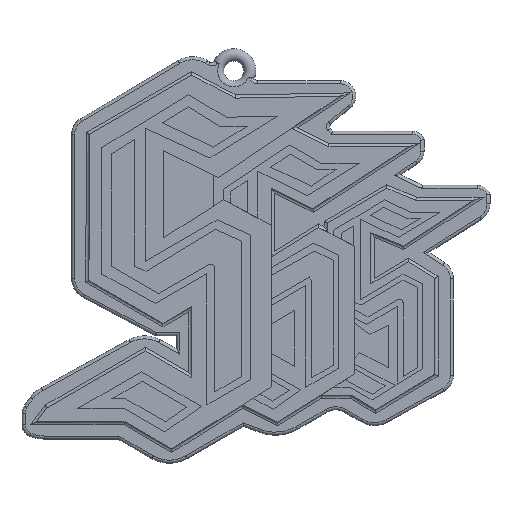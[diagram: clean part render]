
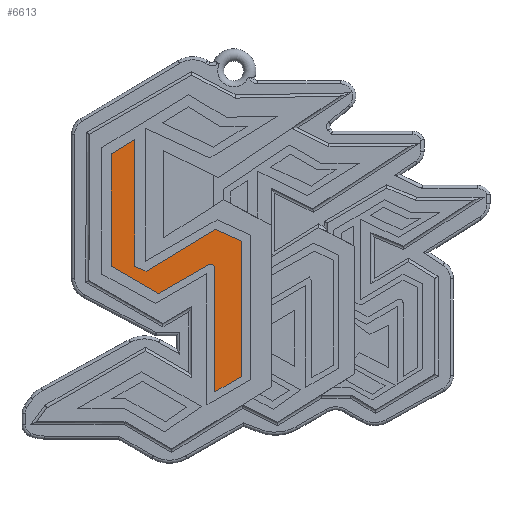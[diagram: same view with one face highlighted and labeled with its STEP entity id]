
A CAD part, front view. The second image highlights one B-rep face of the part: STEP entity #6613.
In plain terms, the highlighted planar face has unit normal (0, -1, 0).
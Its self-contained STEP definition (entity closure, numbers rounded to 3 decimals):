
#78=PLANE('',#7223);
#510=FACE_OUTER_BOUND('',#893,.T.);
#893=EDGE_LOOP('',(#5286,#5287,#5288,#5289,#5290,#5291,#5292,#5293,#5294,
#5295,#5296,#5297));
#1307=CIRCLE('',#7218,0.338);
#1596=LINE('',#10858,#2328);
#1600=LINE('',#10865,#2332);
#1603=LINE('',#10871,#2335);
#1606=LINE('',#10877,#2338);
#1609=LINE('',#10883,#2341);
#1612=LINE('',#10889,#2344);
#1614=LINE('',#10894,#2346);
#1618=LINE('',#10906,#2350);
#1621=LINE('',#10912,#2353);
#1624=LINE('',#10918,#2356);
#1627=LINE('',#10922,#2359);
#2328=VECTOR('',#8489,10.);
#2332=VECTOR('',#8495,10.);
#2335=VECTOR('',#8500,10.);
#2338=VECTOR('',#8505,10.);
#2341=VECTOR('',#8510,10.);
#2344=VECTOR('',#8515,10.);
#2346=VECTOR('',#8519,10.);
#2350=VECTOR('',#8531,10.);
#2353=VECTOR('',#8536,10.);
#2356=VECTOR('',#8541,10.);
#2359=VECTOR('',#8546,10.);
#3115=VERTEX_POINT('',#10855);
#3116=VERTEX_POINT('',#10857);
#3118=VERTEX_POINT('',#10863);
#3120=VERTEX_POINT('',#10869);
#3122=VERTEX_POINT('',#10875);
#3124=VERTEX_POINT('',#10881);
#3126=VERTEX_POINT('',#10887);
#3128=VERTEX_POINT('',#10893);
#3130=VERTEX_POINT('',#10899);
#3132=VERTEX_POINT('',#10905);
#3134=VERTEX_POINT('',#10911);
#3136=VERTEX_POINT('',#10917);
#3900=EDGE_CURVE('',#3115,#3116,#1596,.F.);
#3904=EDGE_CURVE('',#3118,#3115,#1600,.F.);
#3907=EDGE_CURVE('',#3120,#3118,#1603,.F.);
#3910=EDGE_CURVE('',#3122,#3120,#1606,.F.);
#3913=EDGE_CURVE('',#3124,#3122,#1609,.F.);
#3916=EDGE_CURVE('',#3126,#3124,#1612,.F.);
#3918=EDGE_CURVE('',#3116,#3128,#1614,.F.);
#3921=EDGE_CURVE('',#3128,#3130,#1307,.F.);
#3924=EDGE_CURVE('',#3130,#3132,#1618,.F.);
#3927=EDGE_CURVE('',#3132,#3134,#1621,.F.);
#3930=EDGE_CURVE('',#3134,#3136,#1624,.F.);
#3933=EDGE_CURVE('',#3136,#3126,#1627,.F.);
#5286=ORIENTED_EDGE('',*,*,#3921,.F.);
#5287=ORIENTED_EDGE('',*,*,#3918,.F.);
#5288=ORIENTED_EDGE('',*,*,#3900,.F.);
#5289=ORIENTED_EDGE('',*,*,#3904,.F.);
#5290=ORIENTED_EDGE('',*,*,#3907,.F.);
#5291=ORIENTED_EDGE('',*,*,#3910,.F.);
#5292=ORIENTED_EDGE('',*,*,#3913,.F.);
#5293=ORIENTED_EDGE('',*,*,#3916,.F.);
#5294=ORIENTED_EDGE('',*,*,#3933,.F.);
#5295=ORIENTED_EDGE('',*,*,#3930,.F.);
#5296=ORIENTED_EDGE('',*,*,#3927,.F.);
#5297=ORIENTED_EDGE('',*,*,#3924,.F.);
#6613=ADVANCED_FACE('',(#510),#78,.T.);
#7218=AXIS2_PLACEMENT_3D('',#10900,#8525,#8526);
#7223=AXIS2_PLACEMENT_3D('',#10923,#8547,#8548);
#8489=DIRECTION('',(0.866,0.,0.499));
#8495=DIRECTION('',(0.,0.,1.));
#8500=DIRECTION('',(-0.91,0.,0.415));
#8505=DIRECTION('',(-0.855,0.,-0.519));
#8510=DIRECTION('',(-0.91,0.,0.415));
#8515=DIRECTION('',(0.,0.,1.));
#8519=DIRECTION('',(0.,0.,-1.));
#8525=DIRECTION('center_axis',(0.,1.,0.));
#8526=DIRECTION('ref_axis',(1.,0.,0.));
#8531=DIRECTION('',(0.866,0.,0.499));
#8536=DIRECTION('',(0.864,0.,-0.504));
#8541=DIRECTION('',(0.,0.,-1.));
#8546=DIRECTION('',(-0.853,0.,-0.522));
#8547=DIRECTION('center_axis',(0.,-1.,0.));
#8548=DIRECTION('ref_axis',(0.,0.,-1.));
#10855=CARTESIAN_POINT('',(-1.22,-3.25,-9.342));
#10857=CARTESIAN_POINT('',(-3.38,-3.25,-10.586));
#10858=CARTESIAN_POINT('',(-2.222,-3.25,-9.919));
#10863=CARTESIAN_POINT('',(-1.22,-3.25,1.634));
#10865=CARTESIAN_POINT('',(-1.22,-3.25,-4.787));
#10869=CARTESIAN_POINT('',(-3.348,-3.25,2.604));
#10871=CARTESIAN_POINT('',(-2.955,-3.25,2.425));
#10875=CARTESIAN_POINT('',(-8.961,-3.25,-0.8));
#10877=CARTESIAN_POINT('',(-5.042,-3.25,1.577));
#10881=CARTESIAN_POINT('',(-9.865,-3.25,-0.388));
#10883=CARTESIAN_POINT('',(-7.951,-3.25,-1.261));
#10887=CARTESIAN_POINT('',(-9.865,-3.25,9.881));
#10889=CARTESIAN_POINT('',(-9.865,-3.25,-0.311));
#10893=CARTESIAN_POINT('',(-3.38,-3.25,-0.569));
#10894=CARTESIAN_POINT('',(-3.38,-3.25,-0.401));
#10899=CARTESIAN_POINT('',(-3.887,-3.25,-0.276));
#10900=CARTESIAN_POINT('Origin',(-3.718,-3.25,-0.569));
#10905=CARTESIAN_POINT('',(-7.954,-3.25,-2.62));
#10906=CARTESIAN_POINT('',(-6.803,-3.25,-1.956));
#10911=CARTESIAN_POINT('',(-11.771,-3.25,-0.391));
#10912=CARTESIAN_POINT('',(-9.751,-3.25,-1.57));
#10917=CARTESIAN_POINT('',(-11.771,-3.25,8.714));
#10918=CARTESIAN_POINT('',(-11.771,-3.25,4.241));
#10922=CARTESIAN_POINT('',(-10.806,-3.25,9.305));
#10923=CARTESIAN_POINT('Origin',(-6.262,-3.25,-0.233));
